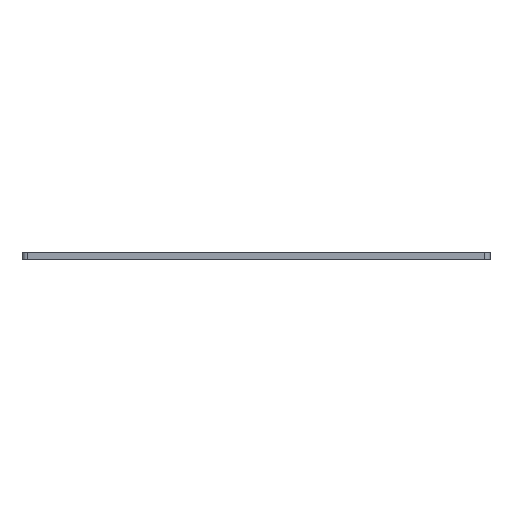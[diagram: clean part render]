
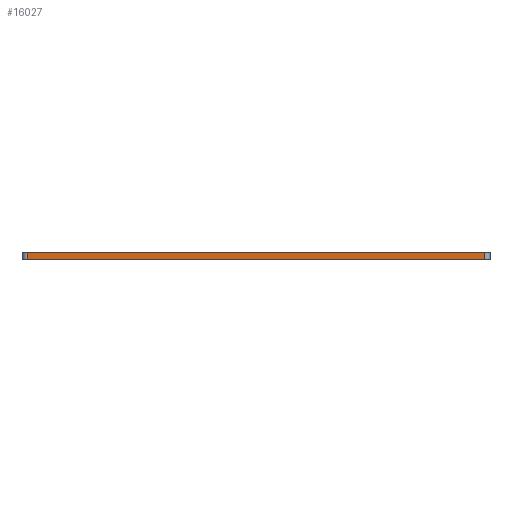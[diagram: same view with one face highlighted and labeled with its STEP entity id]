
A CAD part, left-side view. The second image highlights one B-rep face of the part: STEP entity #16027.
In plain terms, the highlighted planar face has unit normal (-1, 0, 0).
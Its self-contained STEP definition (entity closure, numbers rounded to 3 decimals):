
#379=FACE_OUTER_BOUND('',#1405,.T.);
#1405=EDGE_LOOP('',(#12489,#12490,#12491,#12492));
#2080=LINE('',#21359,#4382);
#2848=LINE('',#22908,#5150);
#3717=LINE('',#24645,#6019);
#3718=LINE('',#24646,#6020);
#4382=VECTOR('',#17494,1000.);
#5150=VECTOR('',#18276,1000.);
#6019=VECTOR('',#19357,1000.);
#6020=VECTOR('',#19358,1000.);
#6685=VERTEX_POINT('',#21356);
#6686=VERTEX_POINT('',#21358);
#7459=VERTEX_POINT('',#22905);
#7460=VERTEX_POINT('',#22907);
#8225=EDGE_CURVE('',#6686,#6685,#2080,.T.);
#8999=EDGE_CURVE('',#7459,#7460,#2848,.T.);
#9869=EDGE_CURVE('',#7459,#6686,#3717,.T.);
#9870=EDGE_CURVE('',#7460,#6685,#3718,.T.);
#12489=ORIENTED_EDGE('',*,*,#8999,.F.);
#12490=ORIENTED_EDGE('',*,*,#9869,.T.);
#12491=ORIENTED_EDGE('',*,*,#8225,.T.);
#12492=ORIENTED_EDGE('',*,*,#9870,.F.);
#15259=PLANE('',#16821);
#16027=ADVANCED_FACE('',(#379),#15259,.F.);
#16821=AXIS2_PLACEMENT_3D('',#24644,#19355,#19356);
#17494=DIRECTION('',(0.,-1.,0.));
#18276=DIRECTION('',(0.,-1.,0.));
#19355=DIRECTION('center_axis',(1.,0.,0.));
#19356=DIRECTION('ref_axis',(0.,1.,0.));
#19357=DIRECTION('',(0.,0.,-1.));
#19358=DIRECTION('',(0.,0.,-1.));
#21356=CARTESIAN_POINT('',(-106.,-122.,-1.));
#21358=CARTESIAN_POINT('',(-106.,59.,-1.));
#21359=CARTESIAN_POINT('',(-106.,122.,-1.));
#22905=CARTESIAN_POINT('',(-106.,59.,2.));
#22907=CARTESIAN_POINT('',(-106.,-122.,2.));
#22908=CARTESIAN_POINT('',(-106.,122.,2.));
#24644=CARTESIAN_POINT('Origin',(-106.,122.,2.));
#24645=CARTESIAN_POINT('',(-106.,59.,-1.));
#24646=CARTESIAN_POINT('',(-106.,-122.,2.));
